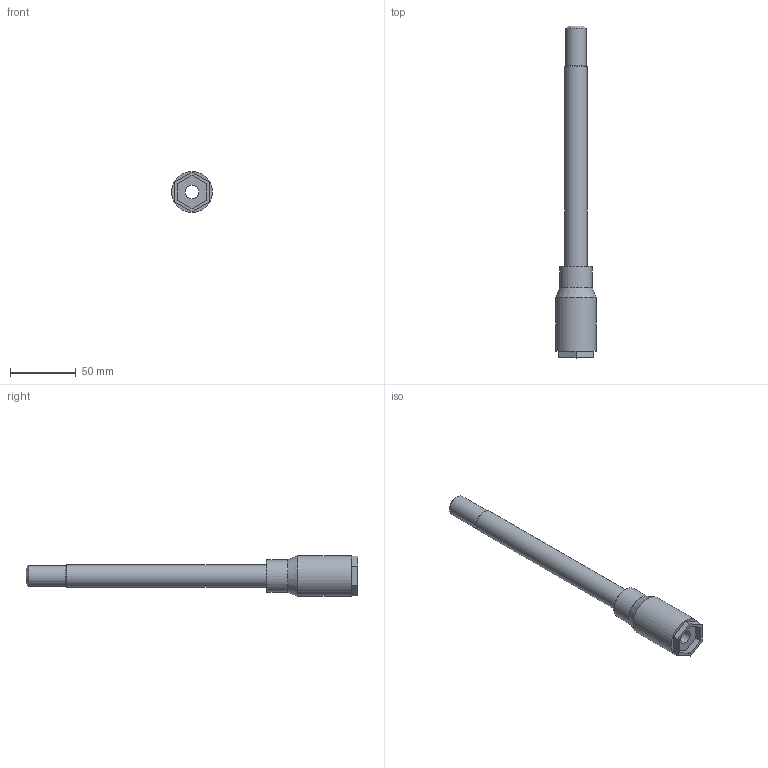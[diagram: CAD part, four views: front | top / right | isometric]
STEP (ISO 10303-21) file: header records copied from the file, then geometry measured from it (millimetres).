
FILE_DESCRIPTION (( 'STEP AP203' ), '1' );
FILE_NAME ('AXE DE ROUE PT1.STEP', '2020-09-14T01:14:27', ( '' ), ( '' ), 'SwSTEP 2.0', 'SolidWorks 2019', '' );
FILE_SCHEMA (( 'CONFIG_CONTROL_DESIGN' ));
Length unit declared in the file: millimetre
Products named in the file (1): AXE DE ROUE PT1
Bounding box: 31 x 253 x 31 mm (x, y, z)
Volume: 65598.6 mm3; surface area: 25282.6 mm2
Topology: 1 solids, 1 shells, 29 faces, 64 edges, 42 vertices
Faces by surface type: plane 19, cylinder 5, cone 4, torus 1
Full cylindrical faces by diameter (mm): 10 x1, 15.9 x1, 17 x1, 25 x1, 31 x1
Entity records: 801 total; most frequent: DIRECTION 126, CARTESIAN_POINT 120, ORIENTED_EDGE 102, EDGE_CURVE 51, EDGE_LOOP 46, AXIS2_PLACEMENT_3D 45, VERTEX_POINT 39, LINE 36
